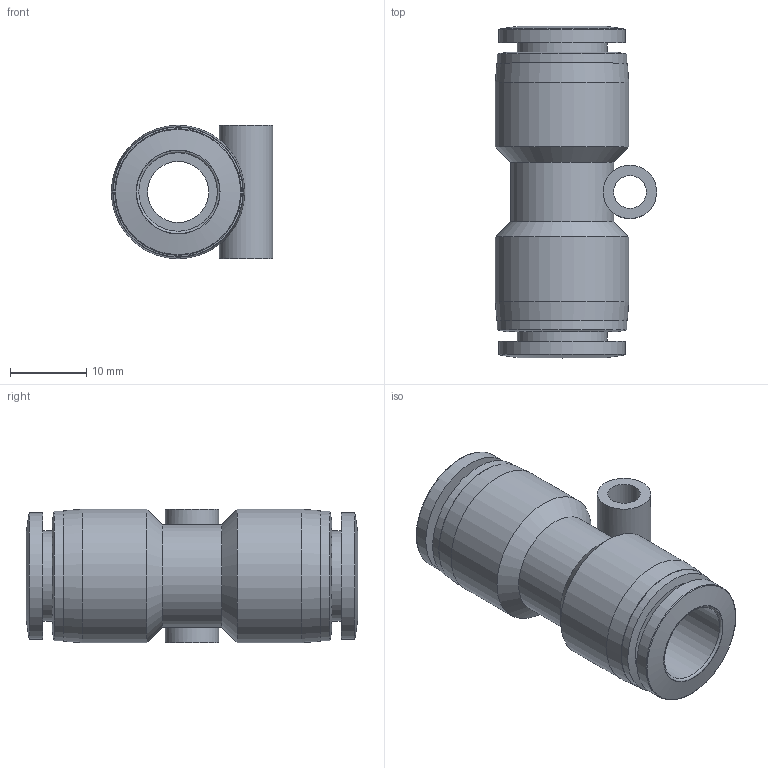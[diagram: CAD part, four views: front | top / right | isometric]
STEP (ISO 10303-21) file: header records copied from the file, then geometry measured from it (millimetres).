
FILE_DESCRIPTION((''),'2;1');
FILE_NAME('CDC Products 3D Ass''PUC10.stp','2010-08-16T09:59:09',('Microsoft'),(''),'Autodesk Inventor 2008','Autodesk Inventor 2008','');
FILE_SCHEMA(('AUTOMOTIVE_DESIGN { 1 0 10303 214 1 1 1 1 }'));
Length unit declared in the file: millimetre
Products named in the file (1): PUC10
Bounding box: 21.15 x 43.5 x 17.5 mm (x, y, z)
Volume: 5806.1 mm3; surface area: 4975.7 mm2
Topology: 1 solids, 1 shells, 38 faces, 65 edges, 39 vertices
Faces by surface type: cylinder 14, plane 12, cone 8, torus 4
Full cylindrical faces by diameter (mm): 4.3 x1, 7 x1, 8 x1, 10.3 x2, 11.8 x2, 13.5 x1, 16.6 x2, 17 x2, 17.5 x2
Entity records: 874 total; most frequent: CARTESIAN_POINT 186, DIRECTION 154, ORIENTED_EDGE 78, EDGE_LOOP 78, AXIS2_PLACEMENT_3D 77, FACE_BOUND 40, VERTEX_POINT 39, EDGE_CURVE 39
